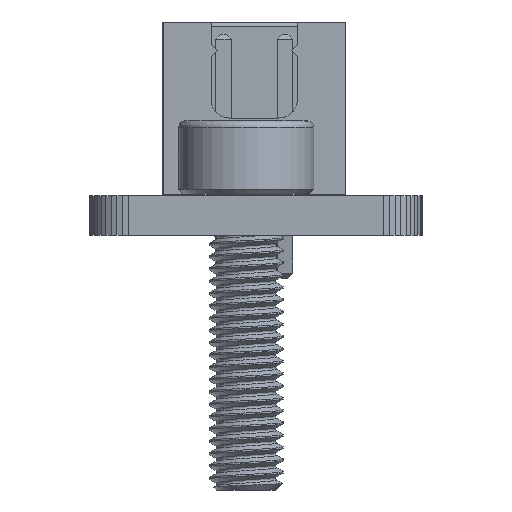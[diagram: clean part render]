
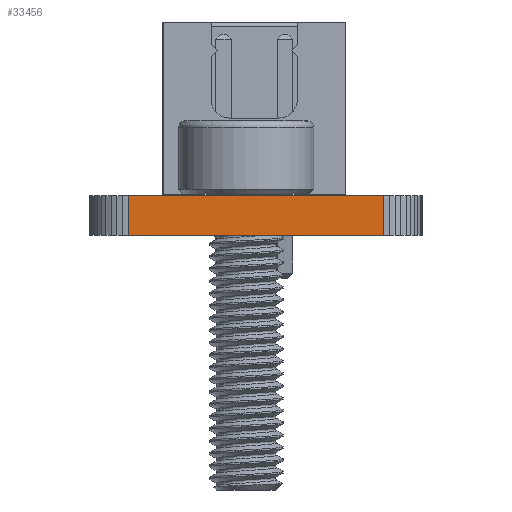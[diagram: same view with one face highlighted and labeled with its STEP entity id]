
A CAD part, left-side view. The second image highlights one B-rep face of the part: STEP entity #33456.
In plain terms, the highlighted planar face has unit normal (-1, 0, 0).
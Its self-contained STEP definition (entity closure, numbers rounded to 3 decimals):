
#29906 = PLANE('',#29907);
#29907 = AXIS2_PLACEMENT_3D('',#29908,#29909,#29910);
#29908 = CARTESIAN_POINT('',(125.809,-78.978,1.6));
#29909 = DIRECTION('',(-0.,-0.,-1.));
#29910 = DIRECTION('',(-1.,0.,0.));
#29960 = PLANE('',#29961);
#29961 = AXIS2_PLACEMENT_3D('',#29962,#29963,#29964);
#29962 = CARTESIAN_POINT('',(125.809,-78.978,0.));
#29963 = DIRECTION('',(-0.,-0.,-1.));
#29964 = DIRECTION('',(-1.,0.,0.));
#30909 = VERTEX_POINT('',#30910);
#30910 = CARTESIAN_POINT('',(108.744,-84.138,0.));
#30924 = PLANE('',#30925);
#30925 = AXIS2_PLACEMENT_3D('',#30926,#30927,#30928);
#30926 = CARTESIAN_POINT('',(108.763,-84.386,0.));
#30927 = DIRECTION('',(-0.997,-0.078,0.));
#30928 = DIRECTION('',(-0.078,0.997,0.));
#30936 = EDGE_CURVE('',#30909,#30937,#30939,.T.);
#30937 = VERTEX_POINT('',#30938);
#30938 = CARTESIAN_POINT('',(108.744,-73.819,0.));
#30939 = SURFACE_CURVE('',#30940,(#30944,#30951),.PCURVE_S1.);
#30940 = LINE('',#30941,#30942);
#30941 = CARTESIAN_POINT('',(108.744,-84.138,0.));
#30942 = VECTOR('',#30943,1.);
#30943 = DIRECTION('',(0.,1.,0.));
#30944 = PCURVE('',#29960,#30945);
#30945 = DEFINITIONAL_REPRESENTATION('',(#30946),#30950);
#30946 = LINE('',#30947,#30948);
#30947 = CARTESIAN_POINT('',(17.066,-5.159));
#30948 = VECTOR('',#30949,1.);
#30949 = DIRECTION('',(0.,1.));
#30950 = ( GEOMETRIC_REPRESENTATION_CONTEXT(2) 
PARAMETRIC_REPRESENTATION_CONTEXT() REPRESENTATION_CONTEXT('2D SPACE',''
  ) );
#30951 = PCURVE('',#30952,#30957);
#30952 = PLANE('',#30953);
#30953 = AXIS2_PLACEMENT_3D('',#30954,#30955,#30956);
#30954 = CARTESIAN_POINT('',(108.744,-84.138,0.));
#30955 = DIRECTION('',(-1.,0.,0.));
#30956 = DIRECTION('',(0.,1.,0.));
#30957 = DEFINITIONAL_REPRESENTATION('',(#30958),#30962);
#30958 = LINE('',#30959,#30960);
#30959 = CARTESIAN_POINT('',(0.,0.));
#30960 = VECTOR('',#30961,1.);
#30961 = DIRECTION('',(1.,0.));
#30962 = ( GEOMETRIC_REPRESENTATION_CONTEXT(2) 
PARAMETRIC_REPRESENTATION_CONTEXT() REPRESENTATION_CONTEXT('2D SPACE',''
  ) );
#30980 = PLANE('',#30981);
#30981 = AXIS2_PLACEMENT_3D('',#30982,#30983,#30984);
#30982 = CARTESIAN_POINT('',(108.744,-73.819,0.));
#30983 = DIRECTION('',(-0.997,0.078,0.));
#30984 = DIRECTION('',(0.078,0.997,0.));
#32266 = VERTEX_POINT('',#32267);
#32267 = CARTESIAN_POINT('',(108.744,-84.138,1.6));
#32288 = EDGE_CURVE('',#32266,#32289,#32291,.T.);
#32289 = VERTEX_POINT('',#32290);
#32290 = CARTESIAN_POINT('',(108.744,-73.819,1.6));
#32291 = SURFACE_CURVE('',#32292,(#32296,#32303),.PCURVE_S1.);
#32292 = LINE('',#32293,#32294);
#32293 = CARTESIAN_POINT('',(108.744,-84.138,1.6));
#32294 = VECTOR('',#32295,1.);
#32295 = DIRECTION('',(0.,1.,0.));
#32296 = PCURVE('',#29906,#32297);
#32297 = DEFINITIONAL_REPRESENTATION('',(#32298),#32302);
#32298 = LINE('',#32299,#32300);
#32299 = CARTESIAN_POINT('',(17.066,-5.159));
#32300 = VECTOR('',#32301,1.);
#32301 = DIRECTION('',(0.,1.));
#32302 = ( GEOMETRIC_REPRESENTATION_CONTEXT(2) 
PARAMETRIC_REPRESENTATION_CONTEXT() REPRESENTATION_CONTEXT('2D SPACE',''
  ) );
#32303 = PCURVE('',#30952,#32304);
#32304 = DEFINITIONAL_REPRESENTATION('',(#32305),#32309);
#32305 = LINE('',#32306,#32307);
#32306 = CARTESIAN_POINT('',(0.,-1.6));
#32307 = VECTOR('',#32308,1.);
#32308 = DIRECTION('',(1.,0.));
#32309 = ( GEOMETRIC_REPRESENTATION_CONTEXT(2) 
PARAMETRIC_REPRESENTATION_CONTEXT() REPRESENTATION_CONTEXT('2D SPACE',''
  ) );
#33406 = EDGE_CURVE('',#30937,#32289,#33407,.T.);
#33407 = SURFACE_CURVE('',#33408,(#33412,#33419),.PCURVE_S1.);
#33408 = LINE('',#33409,#33410);
#33409 = CARTESIAN_POINT('',(108.744,-73.819,0.));
#33410 = VECTOR('',#33411,1.);
#33411 = DIRECTION('',(0.,0.,1.));
#33412 = PCURVE('',#30980,#33413);
#33413 = DEFINITIONAL_REPRESENTATION('',(#33414),#33418);
#33414 = LINE('',#33415,#33416);
#33415 = CARTESIAN_POINT('',(0.,0.));
#33416 = VECTOR('',#33417,1.);
#33417 = DIRECTION('',(0.,-1.));
#33418 = ( GEOMETRIC_REPRESENTATION_CONTEXT(2) 
PARAMETRIC_REPRESENTATION_CONTEXT() REPRESENTATION_CONTEXT('2D SPACE',''
  ) );
#33419 = PCURVE('',#30952,#33420);
#33420 = DEFINITIONAL_REPRESENTATION('',(#33421),#33425);
#33421 = LINE('',#33422,#33423);
#33422 = CARTESIAN_POINT('',(10.319,0.));
#33423 = VECTOR('',#33424,1.);
#33424 = DIRECTION('',(0.,-1.));
#33425 = ( GEOMETRIC_REPRESENTATION_CONTEXT(2) 
PARAMETRIC_REPRESENTATION_CONTEXT() REPRESENTATION_CONTEXT('2D SPACE',''
  ) );
#33456 = ADVANCED_FACE('',(#33457),#30952,.T.);
#33457 = FACE_BOUND('',#33458,.T.);
#33458 = EDGE_LOOP('',(#33459,#33480,#33481,#33482));
#33459 = ORIENTED_EDGE('',*,*,#33460,.T.);
#33460 = EDGE_CURVE('',#30909,#32266,#33461,.T.);
#33461 = SURFACE_CURVE('',#33462,(#33466,#33473),.PCURVE_S1.);
#33462 = LINE('',#33463,#33464);
#33463 = CARTESIAN_POINT('',(108.744,-84.138,0.));
#33464 = VECTOR('',#33465,1.);
#33465 = DIRECTION('',(0.,0.,1.));
#33466 = PCURVE('',#30952,#33467);
#33467 = DEFINITIONAL_REPRESENTATION('',(#33468),#33472);
#33468 = LINE('',#33469,#33470);
#33469 = CARTESIAN_POINT('',(0.,0.));
#33470 = VECTOR('',#33471,1.);
#33471 = DIRECTION('',(0.,-1.));
#33472 = ( GEOMETRIC_REPRESENTATION_CONTEXT(2) 
PARAMETRIC_REPRESENTATION_CONTEXT() REPRESENTATION_CONTEXT('2D SPACE',''
  ) );
#33473 = PCURVE('',#30924,#33474);
#33474 = DEFINITIONAL_REPRESENTATION('',(#33475),#33479);
#33475 = LINE('',#33476,#33477);
#33476 = CARTESIAN_POINT('',(0.249,0.));
#33477 = VECTOR('',#33478,1.);
#33478 = DIRECTION('',(0.,-1.));
#33479 = ( GEOMETRIC_REPRESENTATION_CONTEXT(2) 
PARAMETRIC_REPRESENTATION_CONTEXT() REPRESENTATION_CONTEXT('2D SPACE',''
  ) );
#33480 = ORIENTED_EDGE('',*,*,#32288,.T.);
#33481 = ORIENTED_EDGE('',*,*,#33406,.F.);
#33482 = ORIENTED_EDGE('',*,*,#30936,.F.);
